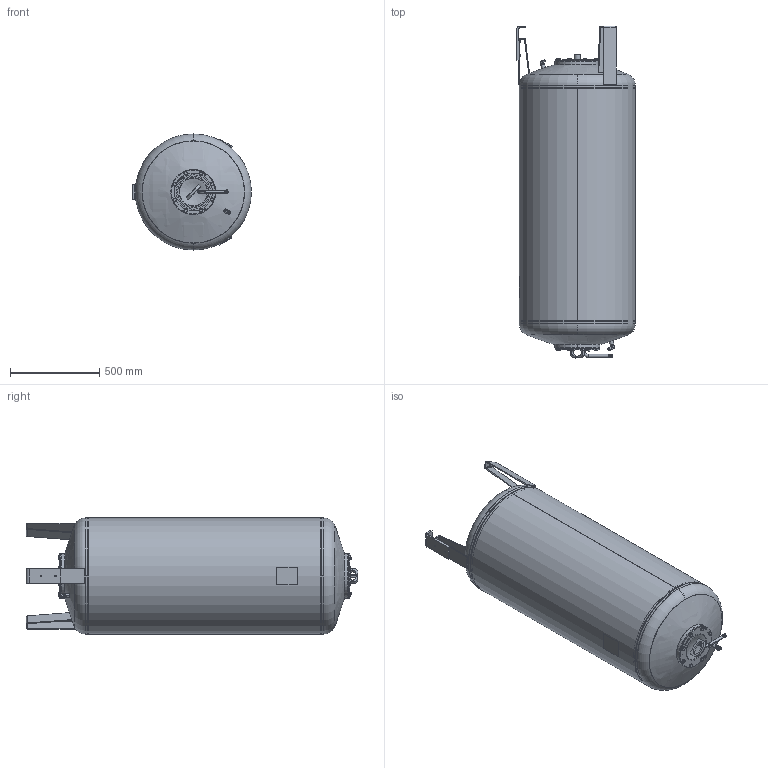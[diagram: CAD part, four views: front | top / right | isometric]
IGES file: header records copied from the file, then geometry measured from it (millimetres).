
Global section: file name: No Iges File Name specified; native system: Autodesk Inventor 2009; preprocessor: AutoDesk Inventor Iges Exporter R2009; author: CADJOBServer; date: 20091012.111443; units: millimetre
Bounding box: 665.14 x 1857.32 x 650 mm (x, y, z)
Volume: 15537667.1 mm3; surface area: 10492304.5 mm2
Topology: 31 solids, 31 shells, 1735 faces, 4314 edges, 2760 vertices
Faces by surface type: plane 642, bspline 295, revolution 264, cylinder 242, cone 235, torus 54, sphere 3
